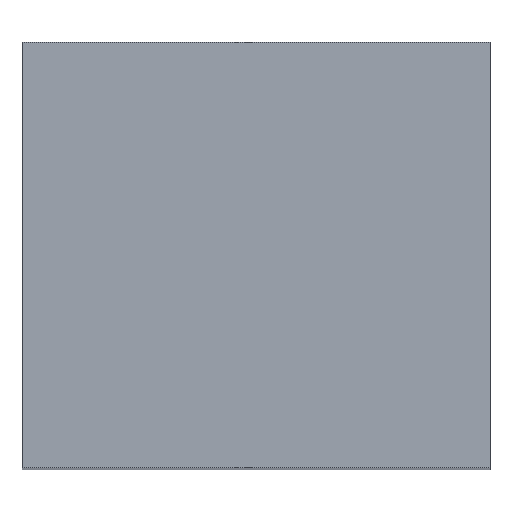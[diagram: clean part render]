
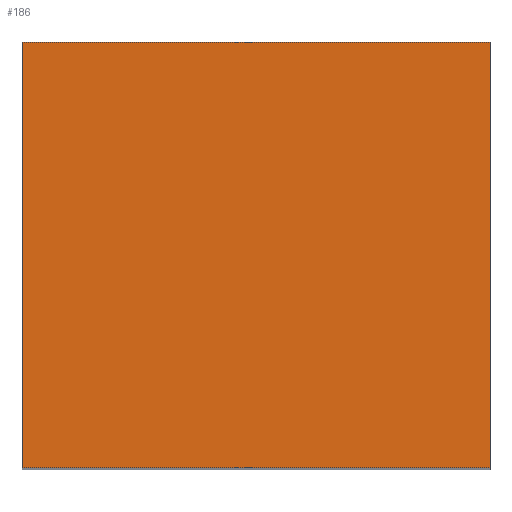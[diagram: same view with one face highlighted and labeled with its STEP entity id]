
A CAD part, top view. The second image highlights one B-rep face of the part: STEP entity #186.
In plain terms, the highlighted planar face has unit normal (0, 0, 1).
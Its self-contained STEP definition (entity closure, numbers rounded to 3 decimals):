
#20=FACE_OUTER_BOUND('',#30,.T.);
#30=EDGE_LOOP('',(#147,#148,#149,#150));
#42=LINE('',#288,#66);
#51=LINE('',#307,#75);
#52=LINE('',#308,#76);
#53=LINE('',#309,#77);
#66=VECTOR('',#237,10.);
#75=VECTOR('',#254,10.);
#76=VECTOR('',#255,10.);
#77=VECTOR('',#256,10.);
#89=VERTEX_POINT('',#285);
#90=VERTEX_POINT('',#287);
#95=VERTEX_POINT('',#305);
#96=VERTEX_POINT('',#306);
#106=EDGE_CURVE('',#89,#90,#42,.T.);
#115=EDGE_CURVE('',#95,#96,#51,.T.);
#116=EDGE_CURVE('',#96,#90,#52,.T.);
#117=EDGE_CURVE('',#95,#89,#53,.T.);
#147=ORIENTED_EDGE('',*,*,#115,.T.);
#148=ORIENTED_EDGE('',*,*,#116,.T.);
#149=ORIENTED_EDGE('',*,*,#106,.F.);
#150=ORIENTED_EDGE('',*,*,#117,.F.);
#176=PLANE('',#219);
#186=ADVANCED_FACE('',(#20),#176,.T.);
#219=AXIS2_PLACEMENT_3D('',#304,#252,#253);
#237=DIRECTION('',(0.,-1.,0.));
#252=DIRECTION('center_axis',(0.,0.,1.));
#253=DIRECTION('ref_axis',(0.,-1.,0.));
#254=DIRECTION('',(0.,-1.,0.));
#255=DIRECTION('',(1.,0.,0.));
#256=DIRECTION('',(1.,0.,0.));
#285=CARTESIAN_POINT('',(55.,25.,60.));
#287=CARTESIAN_POINT('',(55.,-25.,60.));
#288=CARTESIAN_POINT('',(55.,25.,60.));
#304=CARTESIAN_POINT('Origin',(0.,25.,60.));
#305=CARTESIAN_POINT('',(0.,25.,60.));
#306=CARTESIAN_POINT('',(0.,-25.,60.));
#307=CARTESIAN_POINT('',(0.,25.,60.));
#308=CARTESIAN_POINT('',(0.,-25.,60.));
#309=CARTESIAN_POINT('',(0.,25.,60.));
